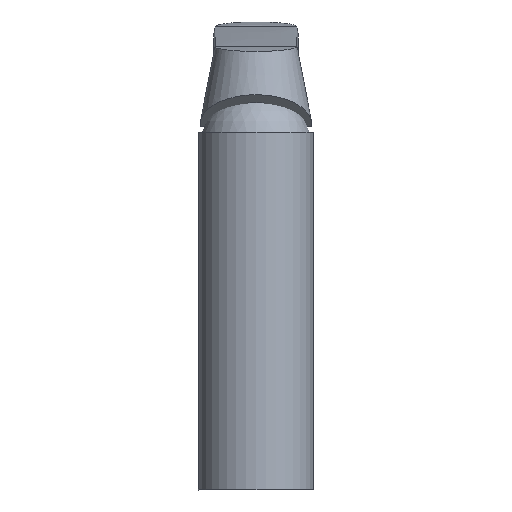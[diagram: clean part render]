
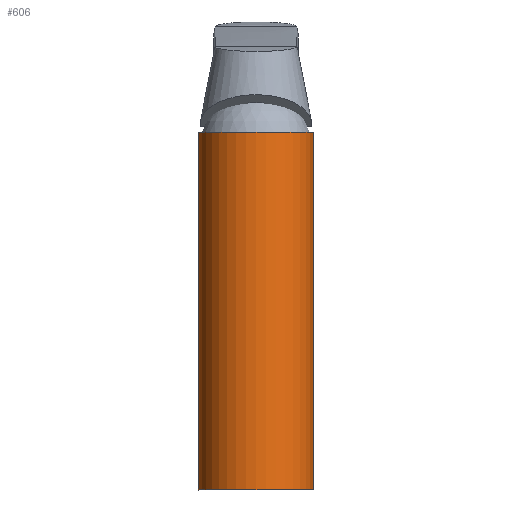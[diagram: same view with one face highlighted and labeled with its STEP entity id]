
A CAD part, left-side view. The second image highlights one B-rep face of the part: STEP entity #606.
In plain terms, the highlighted cylindrical face has radius 25.5 mm (diameter 51 mm), a full revolution.
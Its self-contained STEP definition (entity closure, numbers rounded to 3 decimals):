
#74=B_SPLINE_CURVE_WITH_KNOTS('',3,(#2331,#2332,#2333,#2334,#2335,#2336,
#2337,#2338,#2339,#2340,#2341),.UNSPECIFIED.,.T.,.F.,(1,1,1,1,1,1,1,1,1,
1,1,1,1,1,1),(-0.007,-0.005,-0.002,
0.,0.002,0.005,0.007,0.009,
0.012,0.014,0.016,0.019,
0.021,0.023,0.026),.UNSPECIFIED.);
#75=B_SPLINE_CURVE_WITH_KNOTS('',3,(#2343,#2344,#2345,#2346,#2347,#2348,
#2349,#2350,#2351,#2352,#2353),.UNSPECIFIED.,.T.,.F.,(1,1,1,1,1,1,1,1,1,
1,1,1,1,1,1),(-0.007,-0.005,-0.002,
0.,0.002,0.005,0.007,0.009,
0.012,0.014,0.016,0.019,
0.021,0.023,0.026),.UNSPECIFIED.);
#133=CYLINDRICAL_SURFACE('',#840,25.5);
#222=ORIENTED_EDGE('',*,*,#336,.F.);
#223=ORIENTED_EDGE('',*,*,#337,.F.);
#224=ORIENTED_EDGE('',*,*,#338,.F.);
#225=ORIENTED_EDGE('',*,*,#334,.T.);
#334=EDGE_CURVE('',#406,#406,#450,.T.);
#336=EDGE_CURVE('',#408,#408,#452,.T.);
#337=EDGE_CURVE('',#409,#409,#74,.T.);
#338=EDGE_CURVE('',#410,#410,#75,.T.);
#406=VERTEX_POINT('',#2324);
#408=VERTEX_POINT('',#2329);
#409=VERTEX_POINT('',#2342);
#410=VERTEX_POINT('',#2354);
#450=CIRCLE('',#836,25.5);
#452=CIRCLE('',#839,25.5);
#493=EDGE_LOOP('',(#222));
#494=EDGE_LOOP('',(#223));
#495=EDGE_LOOP('',(#224));
#496=EDGE_LOOP('',(#225));
#551=FACE_BOUND('',#493,.T.);
#552=FACE_BOUND('',#494,.T.);
#553=FACE_BOUND('',#495,.T.);
#554=FACE_BOUND('',#496,.T.);
#606=ADVANCED_FACE('',(#551,#552,#553,#554),#133,.T.);
#836=AXIS2_PLACEMENT_3D('',#2323,#947,#948);
#839=AXIS2_PLACEMENT_3D('',#2328,#953,#954);
#840=AXIS2_PLACEMENT_3D('',#2330,#955,#956);
#947=DIRECTION('',(0.,0.,1.));
#948=DIRECTION('',(0.,-1.,0.));
#953=DIRECTION('',(0.,0.,1.));
#954=DIRECTION('',(1.,0.,0.));
#955=DIRECTION('',(0.,0.,-1.));
#956=DIRECTION('',(-1.,0.,0.));
#2323=CARTESIAN_POINT('',(0.,0.,0.55));
#2324=CARTESIAN_POINT('',(0.,-25.5,0.55));
#2328=CARTESIAN_POINT('',(0.,0.,158.65));
#2329=CARTESIAN_POINT('',(25.5,0.,158.65));
#2330=CARTESIAN_POINT('',(0.,0.,160.05));
#2331=CARTESIAN_POINT('',(25.467,-1.655,130.297));
#2332=CARTESIAN_POINT('',(25.487,-0.67,132.651));
#2333=CARTESIAN_POINT('',(25.467,-1.655,135.001));
#2334=CARTESIAN_POINT('',(25.23,-3.993,135.974));
#2335=CARTESIAN_POINT('',(24.731,-6.297,135.002));
#2336=CARTESIAN_POINT('',(24.447,-7.238,132.651));
#2337=CARTESIAN_POINT('',(24.731,-6.299,130.302));
#2338=CARTESIAN_POINT('',(25.229,-3.999,129.325));
#2339=CARTESIAN_POINT('',(25.467,-1.655,130.297));
#2340=CARTESIAN_POINT('',(25.487,-0.67,132.651));
#2341=CARTESIAN_POINT('',(25.467,-1.655,135.001));
#2342=CARTESIAN_POINT('',(25.48,-0.998,132.65));
#2343=CARTESIAN_POINT('',(25.467,1.655,135.003));
#2344=CARTESIAN_POINT('',(25.487,0.67,132.649));
#2345=CARTESIAN_POINT('',(25.467,1.655,130.299));
#2346=CARTESIAN_POINT('',(25.23,3.993,129.326));
#2347=CARTESIAN_POINT('',(24.731,6.297,130.298));
#2348=CARTESIAN_POINT('',(24.447,7.238,132.649));
#2349=CARTESIAN_POINT('',(24.731,6.299,134.998));
#2350=CARTESIAN_POINT('',(25.229,3.999,135.975));
#2351=CARTESIAN_POINT('',(25.467,1.655,135.003));
#2352=CARTESIAN_POINT('',(25.487,0.67,132.649));
#2353=CARTESIAN_POINT('',(25.467,1.655,130.299));
#2354=CARTESIAN_POINT('',(25.48,0.998,132.65));
